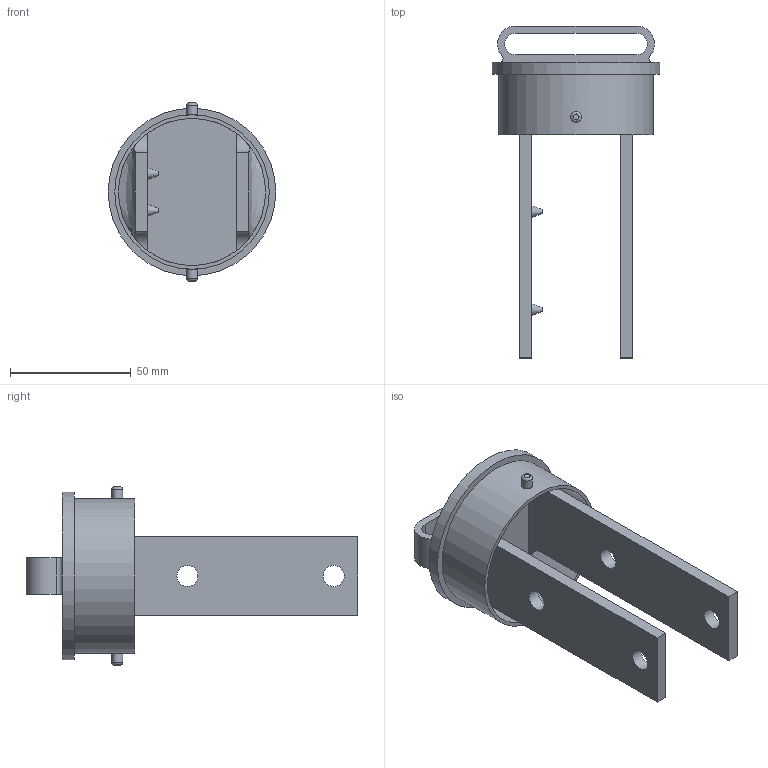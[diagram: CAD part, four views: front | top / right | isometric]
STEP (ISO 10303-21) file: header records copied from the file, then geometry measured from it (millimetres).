
FILE_DESCRIPTION(/* description */ (''),/* implementation_level */ '2;1');
FILE_NAME(/* name */ '',/* time_stamp */ '2023-09-28T22:44:19-04:00',/* author */ (''),/* organization */ (''),/* preprocessor_version */ 'ST-DEVELOPER v20',/* originating_system */ 'Autodesk Translation Framework v12.14.0.127',/* authorisation */ '');
FILE_SCHEMA (('AUTOMOTIVE_DESIGN { 1 0 10303 214 3 1 1 }'));
Length unit declared in the file: millimetre
Products named in the file (1): 3”BaseRack
Bounding box: 69.42 x 137.5 x 73.79 mm (x, y, z)
Volume: 70826.4 mm3; surface area: 41327.4 mm2
Topology: 2 solids, 2 shells, 53 faces, 133 edges, 92 vertices
Faces by surface type: plane 26, cylinder 19, cone 4, torus 2, bspline 2
Full cylindrical faces by diameter (mm): 4.5 x2, 8.75 x4, 61 x1, 64 x1, 69.422 x1
Entity records: 2069 total; most frequent: CARTESIAN_POINT 718, DIRECTION 269, ORIENTED_EDGE 266, EDGE_CURVE 133, AXIS2_PLACEMENT_3D 106, VERTEX_POINT 92, EDGE_LOOP 71, LINE 57
